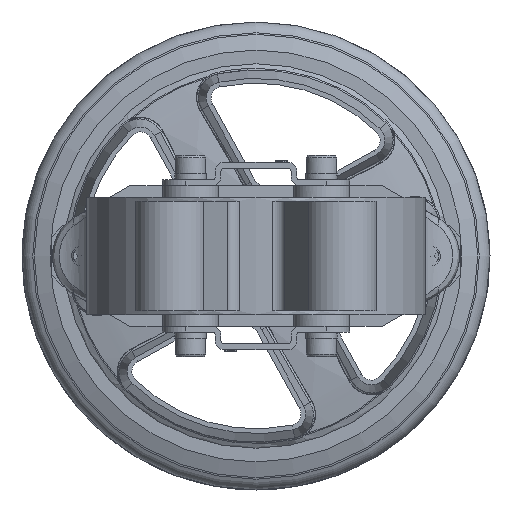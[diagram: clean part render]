
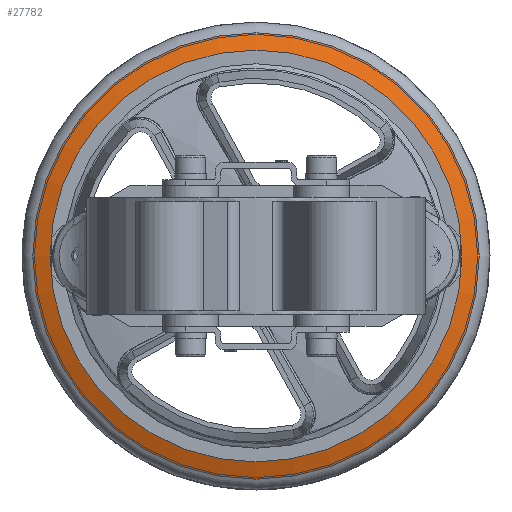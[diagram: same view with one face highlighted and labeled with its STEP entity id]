
A CAD part, front view. The second image highlights one B-rep face of the part: STEP entity #27782.
In plain terms, the highlighted conical face has half-angle 70 degrees and reference radius 95.394 mm.
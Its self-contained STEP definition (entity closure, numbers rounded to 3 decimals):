
#5267=CONICAL_SURFACE('',#29474,95.394,1.222);
#7352=FACE_BOUND('',#10342,.T.);
#8471=FACE_OUTER_BOUND('',#10341,.T.);
#10341=EDGE_LOOP('',(#23480));
#10342=EDGE_LOOP('',(#23481));
#11213=CIRCLE('',#28982,95.394);
#11507=CIRCLE('',#29475,88.);
#13436=VERTEX_POINT('',#48720);
#13909=VERTEX_POINT('',#50311);
#16807=EDGE_CURVE('',#13436,#13436,#11213,.T.);
#17291=EDGE_CURVE('',#13909,#13909,#11507,.T.);
#23480=ORIENTED_EDGE('',*,*,#17291,.T.);
#23481=ORIENTED_EDGE('',*,*,#16807,.T.);
#27782=ADVANCED_FACE('',(#8471,#7352),#5267,.T.);
#28982=AXIS2_PLACEMENT_3D('',#48721,#32882,#32883);
#29474=AXIS2_PLACEMENT_3D('',#50310,#33924,#33925);
#29475=AXIS2_PLACEMENT_3D('',#50312,#33926,#33927);
#32882=DIRECTION('center_axis',(0.,-1.,0.));
#32883=DIRECTION('ref_axis',(0.483,0.,-0.876));
#33924=DIRECTION('center_axis',(0.,1.,0.));
#33925=DIRECTION('ref_axis',(0.,0.,1.));
#33926=DIRECTION('center_axis',(0.,1.,0.));
#33927=DIRECTION('ref_axis',(0.,0.,1.));
#48720=CARTESIAN_POINT('',(0.,349.324,95.394));
#48721=CARTESIAN_POINT('Origin',(0.,349.324,
0.));
#50310=CARTESIAN_POINT('Origin',(0.,349.324,
0.));
#50311=CARTESIAN_POINT('',(0.,346.632,88.));
#50312=CARTESIAN_POINT('Origin',(0.,346.632,
0.));
